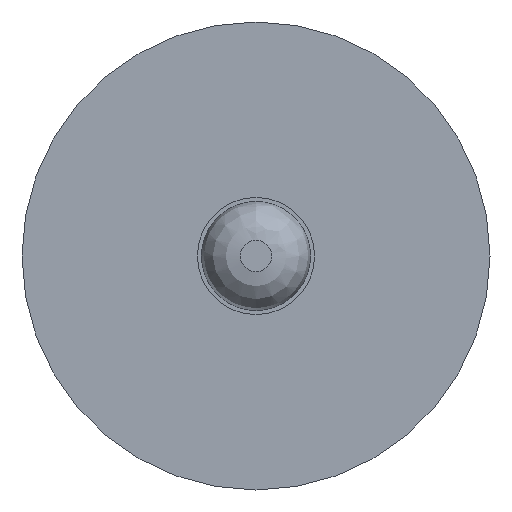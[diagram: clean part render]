
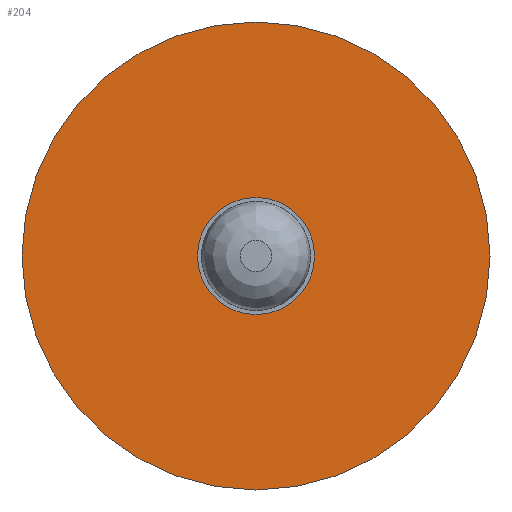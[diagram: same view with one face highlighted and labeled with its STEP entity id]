
A CAD part, front view. The second image highlights one B-rep face of the part: STEP entity #204.
In plain terms, the highlighted planar face has unit normal (0, -1, 0).
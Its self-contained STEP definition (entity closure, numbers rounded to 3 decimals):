
#16=FACE_BOUND('',#92,.T.);
#29=PLANE('',#242);
#76=FACE_OUTER_BOUND('',#91,.T.);
#91=EDGE_LOOP('',(#173));
#92=EDGE_LOOP('',(#174));
#103=CIRCLE('',#235,0.75);
#106=CIRCLE('',#241,3.);
#111=VERTEX_POINT('',#357);
#118=VERTEX_POINT('',#375);
#129=EDGE_CURVE('',#111,#111,#103,.T.);
#137=EDGE_CURVE('',#118,#118,#106,.T.);
#173=ORIENTED_EDGE('',*,*,#137,.T.);
#174=ORIENTED_EDGE('',*,*,#129,.T.);
#204=ADVANCED_FACE('',(#76,#16),#29,.T.);
#235=AXIS2_PLACEMENT_3D('',#358,#272,#273);
#241=AXIS2_PLACEMENT_3D('',#376,#289,#290);
#242=AXIS2_PLACEMENT_3D('',#378,#292,#293);
#272=DIRECTION('center_axis',(0.,1.,0.));
#273=DIRECTION('ref_axis',(1.,0.,0.));
#289=DIRECTION('center_axis',(0.,-1.,0.));
#290=DIRECTION('ref_axis',(1.,0.,0.));
#292=DIRECTION('center_axis',(0.,-1.,0.));
#293=DIRECTION('ref_axis',(1.,0.,0.));
#357=CARTESIAN_POINT('',(0.15,-1.,2.5));
#358=CARTESIAN_POINT('Origin',(0.9,-1.,2.5));
#375=CARTESIAN_POINT('',(-2.1,-1.,2.5));
#376=CARTESIAN_POINT('Origin',(0.9,-1.,2.5));
#378=CARTESIAN_POINT('Origin',(0.9,-1.,2.5));
